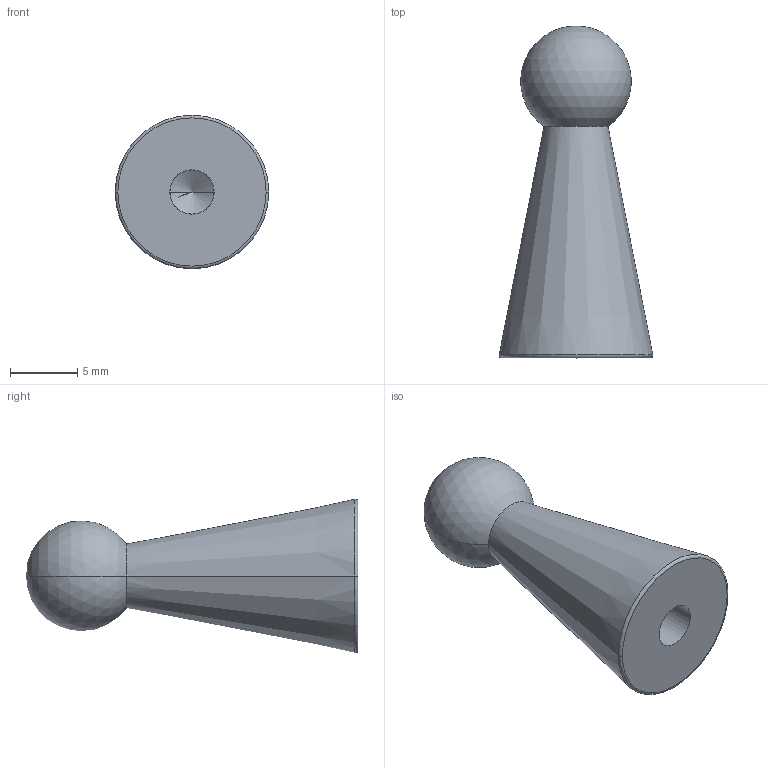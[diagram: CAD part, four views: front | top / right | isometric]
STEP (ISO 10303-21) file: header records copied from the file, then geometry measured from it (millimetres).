
FILE_DESCRIPTION(('Creo Elements/Direct Modeling STEP Export'),'2;1');
FILE_NAME('2205-11.stp','2024-09-12T10:39:07',(''),(''),'Creo Elements/Direct Modeling STEP processor for AP214 (Solid Model)','Creo Elements/Direct Modeling 20.0 12-Nov-2016 (C) Parametric Technology GmbH','');
FILE_SCHEMA(('AUTOMOTIVE_DESIGN { 1 0 10303 214 1 1 1 1 }'));
Length unit declared in the file: millimetre
Products named in the file (1): T1
Bounding box: 11.41 x 24.66 x 11.41 mm (x, y, z)
Volume: 1139.4 mm3; surface area: 844.1 mm2
Topology: 1 solids, 1 shells, 14 faces, 30 edges, 16 vertices
Faces by surface type: cone 4, cylinder 4, plane 2, sphere 2, torus 2
Entity records: 354 total; most frequent: DIRECTION 58, ORIENTED_EDGE 52, CARTESIAN_POINT 49, EDGE_CURVE 26, AXIS2_PLACEMENT_3D 25, VERTEX_POINT 16, EDGE_LOOP 16, FACE_OUTER_BOUND 14
